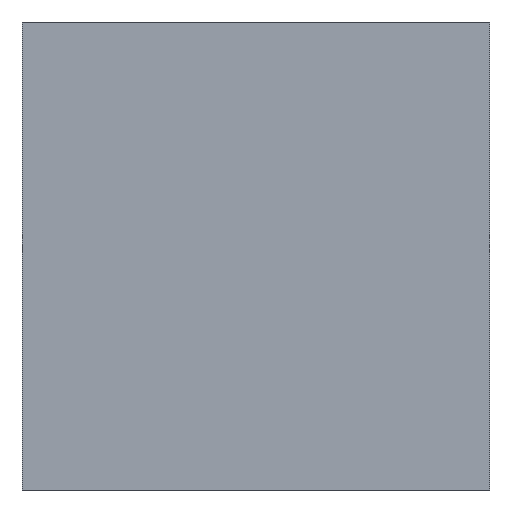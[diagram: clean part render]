
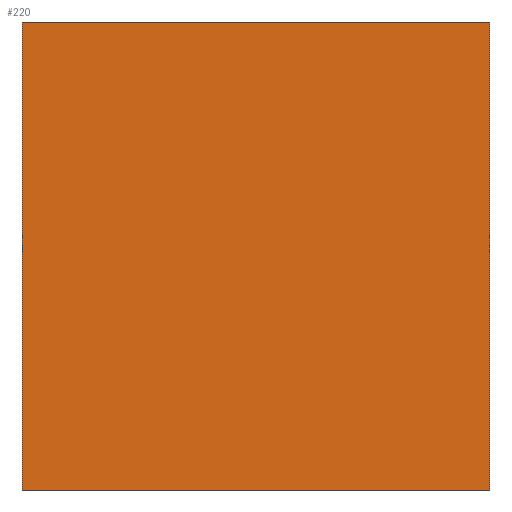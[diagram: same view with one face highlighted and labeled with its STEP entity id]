
A CAD part, left-side view. The second image highlights one B-rep face of the part: STEP entity #220.
In plain terms, the highlighted planar face has unit normal (-1, 0, 0).
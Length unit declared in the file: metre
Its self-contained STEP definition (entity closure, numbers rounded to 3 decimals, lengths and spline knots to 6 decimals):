
#50=ORIENTED_EDGE('',*,*,#96,.F.);
#51=ORIENTED_EDGE('',*,*,#83,.F.);
#52=ORIENTED_EDGE('',*,*,#97,.T.);
#53=ORIENTED_EDGE('',*,*,#88,.T.);
#83=EDGE_CURVE('',#107,#105,#127,.T.);
#88=EDGE_CURVE('',#111,#110,#132,.T.);
#96=EDGE_CURVE('',#105,#110,#134,.T.);
#97=EDGE_CURVE('',#107,#111,#135,.T.);
#105=VERTEX_POINT('',#337);
#107=VERTEX_POINT('',#341);
#110=VERTEX_POINT('',#351);
#111=VERTEX_POINT('',#353);
#127=LINE('',#342,#139);
#132=LINE('',#352,#144);
#134=LINE('',#371,#146);
#135=LINE('',#372,#147);
#139=VECTOR('',#274,1.);
#144=VECTOR('',#283,1.);
#146=VECTOR('',#305,1.);
#147=VECTOR('',#306,1.);
#157=EDGE_LOOP('',(#50,#51,#52,#53));
#187=FACE_BOUND('',#157,.T.);
#211=PLANE('',#253);
#220=ADVANCED_FACE('',(#187),#211,.T.);
#253=AXIS2_PLACEMENT_3D('',#370,#303,#304);
#274=DIRECTION('',(0.,-1.,0.));
#283=DIRECTION('',(0.,-1.,0.));
#303=DIRECTION('',(-1.,0.,0.));
#304=DIRECTION('',(0.,0.,1.));
#305=DIRECTION('',(0.,0.,-1.));
#306=DIRECTION('',(0.,0.,-1.));
#337=CARTESIAN_POINT('',(-0.052495,-0.033903,-0.348368));
#341=CARTESIAN_POINT('',(-0.052495,-0.023903,-0.348368));
#342=CARTESIAN_POINT('',(-0.052495,-0.023903,-0.348368));
#351=CARTESIAN_POINT('',(-0.052495,-0.033903,-0.358368));
#352=CARTESIAN_POINT('',(-0.052495,-0.023903,-0.358368));
#353=CARTESIAN_POINT('',(-0.052495,-0.023903,-0.358368));
#370=CARTESIAN_POINT('',(-0.052495,-0.023903,-0.353368));
#371=CARTESIAN_POINT('',(-0.052495,-0.033903,-0.353368));
#372=CARTESIAN_POINT('',(-0.052495,-0.023903,-0.353368));
